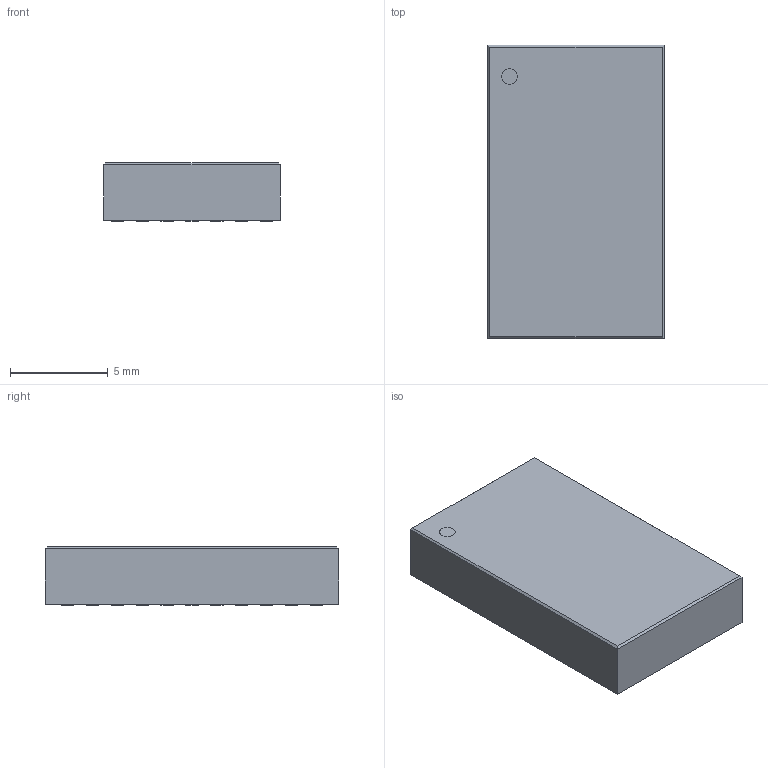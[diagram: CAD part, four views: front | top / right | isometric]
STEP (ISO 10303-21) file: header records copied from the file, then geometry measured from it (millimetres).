
FILE_DESCRIPTION(/* description */ (''),/* implementation_level */ '2;1');
FILE_NAME(/* name */ 'LGA71S127P7X11_900X1500X297.stp',/* time_stamp */ '2017-08-22T10:06:43+02:00',/* author */ ('jchouvet'),/* organization */ (''),/* preprocessor_version */ 'ST-DEVELOPER v16.1',/* originating_system */ 'AutoCAD Mechanical',/* authorisation */ '');
FILE_SCHEMA (('AUTOMOTIVE_DESIGN { 1 0 10303 214 3 1 1 }'));
Length unit declared in the file: millimetre
Products named in the file (1): Product
Bounding box: 9 x 15 x 2.97 mm (x, y, z)
Volume: 395.4 mm3; surface area: 474.7 mm2
Topology: 73 solids, 73 shells, 438 faces, 869 edges, 578 vertices
Faces by surface type: plane 435, cylinder 3
Full cylindrical faces by diameter (mm): 0.63 x1, 0.8 x2
Entity records: 11006 total; most frequent: CARTESIAN_POINT 1883, DIRECTION 1750, ORIENTED_EDGE 1732, EDGE_CURVE 866, LINE 860, VECTOR 860, VERTEX_POINT 578, AXIS2_PLACEMENT_3D 445
